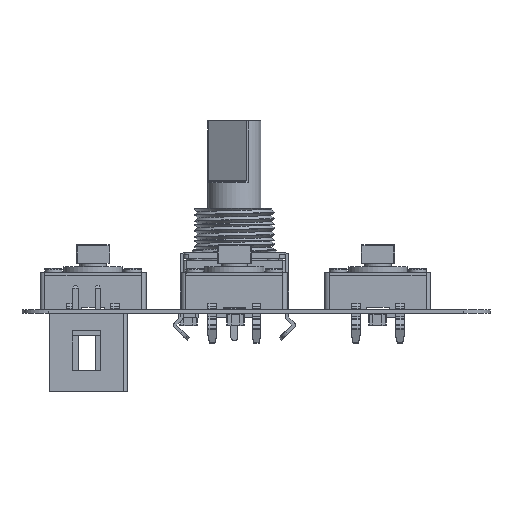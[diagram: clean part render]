
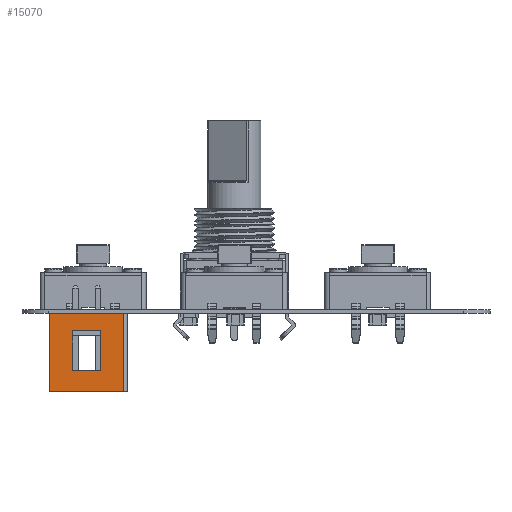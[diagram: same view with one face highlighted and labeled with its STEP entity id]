
A CAD part, front view. The second image highlights one B-rep face of the part: STEP entity #15070.
In plain terms, the highlighted face is planar.
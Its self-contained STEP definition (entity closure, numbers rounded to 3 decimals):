
#14841 = VERTEX_POINT('',#14842);
#14842 = CARTESIAN_POINT('',(0.,0.,8.89));
#14848 = EDGE_CURVE('',#14849,#14841,#14851,.T.);
#14849 = VERTEX_POINT('',#14850);
#14850 = CARTESIAN_POINT('',(0.,0.,0.));
#14851 = LINE('',#14852,#14853);
#14852 = CARTESIAN_POINT('',(0.,0.,0.));
#14853 = VECTOR('',#14854,1.);
#14854 = DIRECTION('',(0.,0.,1.));
#14968 = VERTEX_POINT('',#14969);
#14969 = CARTESIAN_POINT('',(0.,8.382,8.89));
#14975 = EDGE_CURVE('',#14841,#14968,#14976,.T.);
#14976 = LINE('',#14977,#14978);
#14977 = CARTESIAN_POINT('',(0.,4.191,8.89));
#14978 = VECTOR('',#14979,1.);
#14979 = DIRECTION('',(0.,1.,0.));
#15070 = ADVANCED_FACE('',(#15071,#15105),#15123,.T.);
#15071 = FACE_BOUND('',#15072,.T.);
#15072 = EDGE_LOOP('',(#15073,#15083,#15091,#15099));
#15073 = ORIENTED_EDGE('',*,*,#15074,.F.);
#15074 = EDGE_CURVE('',#15075,#15077,#15079,.T.);
#15075 = VERTEX_POINT('',#15076);
#15076 = CARTESIAN_POINT('',(0.,5.791,1.956));
#15077 = VERTEX_POINT('',#15078);
#15078 = CARTESIAN_POINT('',(0.,2.591,1.956));
#15079 = LINE('',#15080,#15081);
#15080 = CARTESIAN_POINT('',(0.,5.791,1.956));
#15081 = VECTOR('',#15082,1.);
#15082 = DIRECTION('',(0.,-1.,0.));
#15083 = ORIENTED_EDGE('',*,*,#15084,.T.);
#15084 = EDGE_CURVE('',#15075,#15085,#15087,.T.);
#15085 = VERTEX_POINT('',#15086);
#15086 = CARTESIAN_POINT('',(0.,5.791,6.477));
#15087 = LINE('',#15088,#15089);
#15088 = CARTESIAN_POINT('',(0.,5.791,1.956));
#15089 = VECTOR('',#15090,1.);
#15090 = DIRECTION('',(0.,0.,1.));
#15091 = ORIENTED_EDGE('',*,*,#15092,.T.);
#15092 = EDGE_CURVE('',#15085,#15093,#15095,.T.);
#15093 = VERTEX_POINT('',#15094);
#15094 = CARTESIAN_POINT('',(0.,2.591,6.477));
#15095 = LINE('',#15096,#15097);
#15096 = CARTESIAN_POINT('',(0.,5.791,6.477));
#15097 = VECTOR('',#15098,1.);
#15098 = DIRECTION('',(0.,-1.,0.));
#15099 = ORIENTED_EDGE('',*,*,#15100,.F.);
#15100 = EDGE_CURVE('',#15077,#15093,#15101,.T.);
#15101 = LINE('',#15102,#15103);
#15102 = CARTESIAN_POINT('',(0.,2.591,1.956));
#15103 = VECTOR('',#15104,1.);
#15104 = DIRECTION('',(0.,0.,1.));
#15105 = FACE_BOUND('',#15106,.T.);
#15106 = EDGE_LOOP('',(#15107,#15108,#15109,#15117));
#15107 = ORIENTED_EDGE('',*,*,#14848,.T.);
#15108 = ORIENTED_EDGE('',*,*,#14975,.T.);
#15109 = ORIENTED_EDGE('',*,*,#15110,.F.);
#15110 = EDGE_CURVE('',#15111,#14968,#15113,.T.);
#15111 = VERTEX_POINT('',#15112);
#15112 = CARTESIAN_POINT('',(0.,8.382,0.));
#15113 = LINE('',#15114,#15115);
#15114 = CARTESIAN_POINT('',(0.,8.382,0.));
#15115 = VECTOR('',#15116,1.);
#15116 = DIRECTION('',(0.,0.,1.));
#15117 = ORIENTED_EDGE('',*,*,#15118,.T.);
#15118 = EDGE_CURVE('',#15111,#14849,#15119,.T.);
#15119 = LINE('',#15120,#15121);
#15120 = CARTESIAN_POINT('',(0.,4.191,0.));
#15121 = VECTOR('',#15122,1.);
#15122 = DIRECTION('',(0.,-1.,0.));
#15123 = PLANE('',#15124);
#15124 = AXIS2_PLACEMENT_3D('',#15125,#15126,#15127);
#15125 = CARTESIAN_POINT('',(0.,4.191,0.));
#15126 = DIRECTION('',(-1.,0.,0.));
#15127 = DIRECTION('',(0.,0.,1.));
